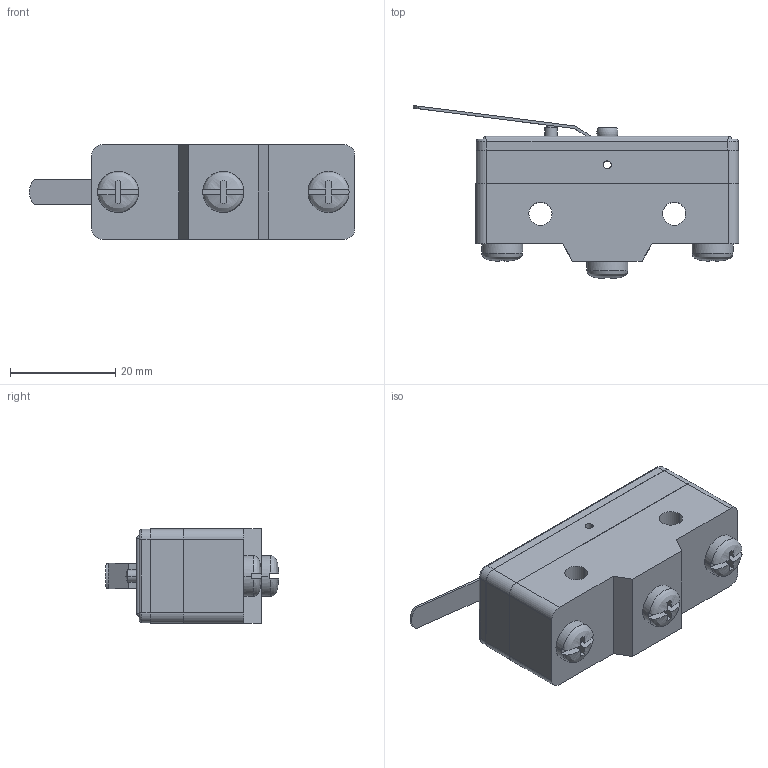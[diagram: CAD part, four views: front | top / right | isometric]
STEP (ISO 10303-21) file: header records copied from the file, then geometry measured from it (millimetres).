
FILE_DESCRIPTION((''),'2;1');
FILE_NAME('1','2024-11-15T',('Administrator'),('zyb.com'),'PRO/ENGINEER BY PARAMETRIC TECHNOLOGY CORPORATION, 2010280','PRO/ENGINEER BY PARAMETRIC TECHNOLOGY CORPORATION, 2010280','');
FILE_SCHEMA(('CONFIG_CONTROL_DESIGN'));
Length unit declared in the file: millimetre
Products named in the file (1): 1
Bounding box: 61.9 x 32.89 x 18 mm (x, y, z)
Volume: 18886.5 mm3; surface area: 5833.9 mm2
Topology: 1 solids, 1 shells, 134 faces, 352 edges, 229 vertices
Faces by surface type: plane 69, cylinder 47, sphere 8, bspline 6, torus 4
Entity records: 5346 total; most frequent: CARTESIAN_POINT 1949, DIRECTION 704, ORIENTED_EDGE 700, EDGE_CURVE 350, AXIS2_PLACEMENT_3D 250, VERTEX_POINT 229, VECTOR 204, LINE 204
